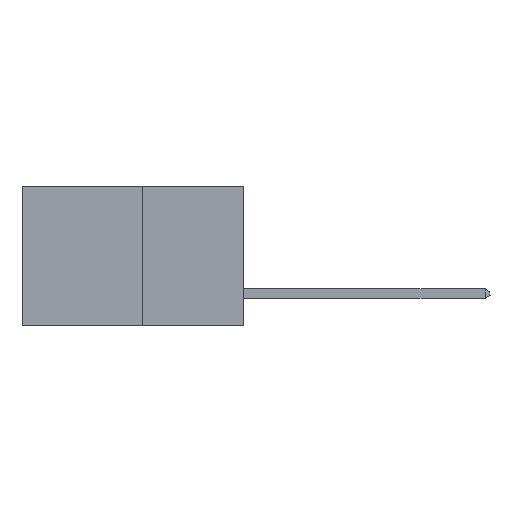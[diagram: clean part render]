
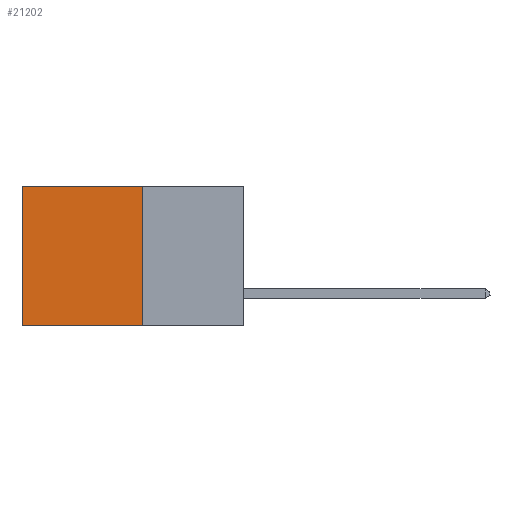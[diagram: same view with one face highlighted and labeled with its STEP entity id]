
A CAD part, left-side view. The second image highlights one B-rep face of the part: STEP entity #21202.
In plain terms, the highlighted planar face has unit normal (-1, 0, 0).
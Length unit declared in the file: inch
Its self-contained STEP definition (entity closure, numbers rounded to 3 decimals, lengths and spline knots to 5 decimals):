
#320 = VERTEX_POINT ( 'NONE', #10458 ) ;
#657 = VECTOR ( 'NONE', #17828, 39.37008 ) ;
#1254 = LINE ( 'NONE', #10979, #657 ) ;
#1849 = EDGE_CURVE ( 'NONE', #21279, #320, #1254, .T. ) ;
#3834 = ORIENTED_EDGE ( 'NONE', *, *, #13128, .T. ) ;
#3965 = LINE ( 'NONE', #10331, #23235 ) ;
#4057 = CARTESIAN_POINT ( 'NONE',  ( 0.277, 0.27, 0. ) ) ;
#4381 = CARTESIAN_POINT ( 'NONE',  ( 0.277, 0.27, -0.37 ) ) ;
#4602 = EDGE_CURVE ( 'NONE', #13592, #8759, #19026, .T. ) ;
#4680 = DIRECTION ( 'NONE',  ( 0., 0., -1. ) ) ;
#4940 = DIRECTION ( 'NONE',  ( 0., 1., 0. ) ) ;
#5941 = LINE ( 'NONE', #23531, #19095 ) ;
#6169 = ORIENTED_EDGE ( 'NONE', *, *, #1849, .T. ) ;
#7216 = EDGE_CURVE ( 'NONE', #8759, #320, #3965, .T. ) ;
#8759 = VERTEX_POINT ( 'NONE', #9993 ) ;
#9132 = CARTESIAN_POINT ( 'NONE',  ( 0.277, 0.27, -0.37 ) ) ;
#9965 = DIRECTION ( 'NONE',  ( 0., 1., 0. ) ) ;
#9993 = CARTESIAN_POINT ( 'NONE',  ( 0.277, 0.27, -0.37 ) ) ;
#10331 = CARTESIAN_POINT ( 'NONE',  ( 0.277, 0.27, -0.37 ) ) ;
#10458 = CARTESIAN_POINT ( 'NONE',  ( 0.277, 0.59, -0.37 ) ) ;
#10979 = CARTESIAN_POINT ( 'NONE',  ( 0.277, 0.59, -0.37 ) ) ;
#10996 = DIRECTION ( 'NONE',  ( 1., 0., 0. ) ) ;
#13128 = EDGE_CURVE ( 'NONE', #13592, #21279, #5941, .T. ) ;
#13592 = VERTEX_POINT ( 'NONE', #4057 ) ;
#14090 = VECTOR ( 'NONE', #4680, 39.37008 ) ;
#16988 = AXIS2_PLACEMENT_3D ( 'NONE', #9132, #10996, #23957 ) ;
#17260 = EDGE_LOOP ( 'NONE', ( #6169, #22823, #18179, #3834 ) ) ;
#17277 = FACE_OUTER_BOUND ( 'NONE', #17260, .T. ) ;
#17828 = DIRECTION ( 'NONE',  ( 0., 0., -1. ) ) ;
#18179 = ORIENTED_EDGE ( 'NONE', *, *, #4602, .F. ) ;
#18547 = CARTESIAN_POINT ( 'NONE',  ( 0.277, 0.59, 0. ) ) ;
#19026 = LINE ( 'NONE', #4381, #14090 ) ;
#19095 = VECTOR ( 'NONE', #4940, 39.37008 ) ;
#20253 = PLANE ( 'NONE',  #16988 ) ;
#21202 = ADVANCED_FACE ( 'NONE', ( #17277 ), #20253, .F. ) ;
#21279 = VERTEX_POINT ( 'NONE', #18547 ) ;
#22823 = ORIENTED_EDGE ( 'NONE', *, *, #7216, .F. ) ;
#23235 = VECTOR ( 'NONE', #9965, 39.37008 ) ;
#23531 = CARTESIAN_POINT ( 'NONE',  ( 0.277, 0.27, 0. ) ) ;
#23957 = DIRECTION ( 'NONE',  ( 0., 0., -1. ) ) ;
